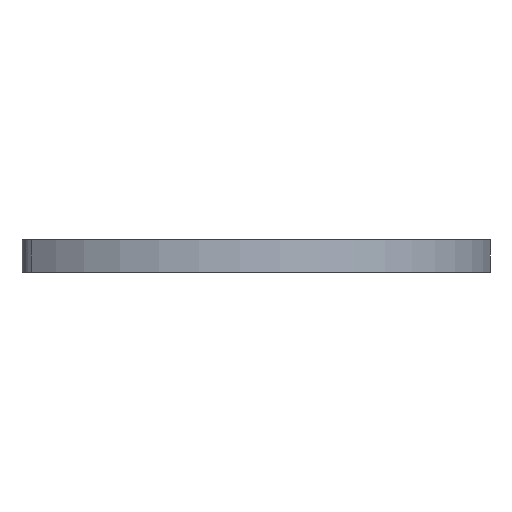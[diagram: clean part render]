
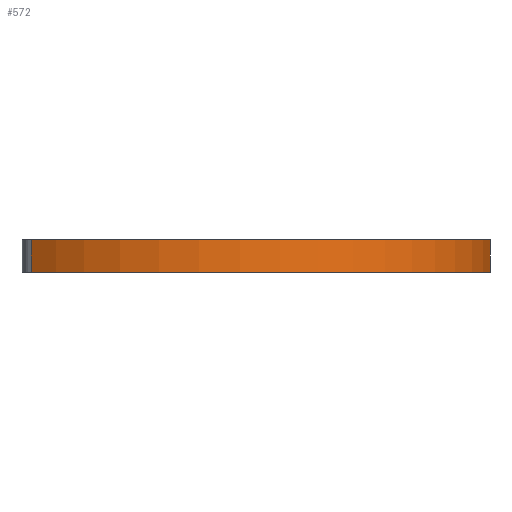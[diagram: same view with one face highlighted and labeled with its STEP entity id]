
A CAD part, left-side view. The second image highlights one B-rep face of the part: STEP entity #572.
In plain terms, the highlighted free-form (B-spline) face has degree [1, 2] with [2, 7] control points.
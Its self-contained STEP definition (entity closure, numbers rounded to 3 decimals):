
#49=CARTESIAN_POINT('',(-5.506,4.323,0.0));
#50=VERTEX_POINT('',#49);
#253=CARTESIAN_POINT('',(5.506,4.323,0.0));
#254=VERTEX_POINT('',#253);
#270=CARTESIAN_POINT('',(5.506,4.323,0.0));
#271=CARTESIAN_POINT('',(9.497,-0.76,0.0));
#272=CARTESIAN_POINT('',(4.748,-5.143,0.0));
#273=CARTESIAN_POINT('',(0.,-9.527,0.0));
#274=CARTESIAN_POINT('',(-4.748,-5.143,0.0));
#275=CARTESIAN_POINT('',(-9.497,-0.76,0.0));
#276=CARTESIAN_POINT('',(-5.506,4.323,0.0));
#284=(BOUNDED_CURVE()B_SPLINE_CURVE(2,(#270,#271,#272,#273,#274,#275,#276),.UNSPECIFIED.,.F.,.U.)B_SPLINE_CURVE_WITH_KNOTS((3,2,2,3),(0.0,0.333,0.667,1.0),.UNSPECIFIED.)CURVE()GEOMETRIC_REPRESENTATION_ITEM()RATIONAL_B_SPLINE_CURVE((1.0,0.735,1.0,0.735,1.0,0.735,1.0))REPRESENTATION_ITEM(''));
#285=EDGE_CURVE('',#254,#50,#284,.T.);
#295=CARTESIAN_POINT('',(-5.506,4.323,0.8));
#296=VERTEX_POINT('',#295);
#314=CARTESIAN_POINT('',(5.506,4.323,0.8));
#315=VERTEX_POINT('',#314);
#316=CARTESIAN_POINT('',(5.506,4.323,0.8));
#317=CARTESIAN_POINT('',(9.497,-0.76,0.8));
#318=CARTESIAN_POINT('',(4.748,-5.143,0.8));
#319=CARTESIAN_POINT('',(0.,-9.527,0.8));
#320=CARTESIAN_POINT('',(-4.748,-5.143,0.8));
#321=CARTESIAN_POINT('',(-9.497,-0.76,0.8));
#322=CARTESIAN_POINT('',(-5.506,4.323,0.8));
#330=(BOUNDED_CURVE()B_SPLINE_CURVE(2,(#316,#317,#318,#319,#320,#321,#322),.UNSPECIFIED.,.F.,.U.)B_SPLINE_CURVE_WITH_KNOTS((3,2,2,3),(0.0,0.333,0.667,1.0),.UNSPECIFIED.)CURVE()GEOMETRIC_REPRESENTATION_ITEM()RATIONAL_B_SPLINE_CURVE((1.0,0.735,1.0,0.735,1.0,0.735,1.0))REPRESENTATION_ITEM(''));
#331=EDGE_CURVE('',#315,#296,#330,.T.);
#536=CARTESIAN_POINT('',(-5.39,4.466,0.82));
#537=CARTESIAN_POINT('',(-5.39,4.466,-0.02));
#538=CARTESIAN_POINT('',(-9.628,-0.65,0.82));
#539=CARTESIAN_POINT('',(-9.628,-0.65,-0.02));
#540=CARTESIAN_POINT('',(-4.742,-5.149,0.82));
#541=CARTESIAN_POINT('',(-4.742,-5.149,-0.02));
#542=CARTESIAN_POINT('',(0.145,-9.649,0.82));
#543=CARTESIAN_POINT('',(0.145,-9.649,-0.02));
#544=CARTESIAN_POINT('',(4.894,-5.005,0.82));
#545=CARTESIAN_POINT('',(4.894,-5.005,-0.02));
#546=CARTESIAN_POINT('',(9.643,-0.36,0.82));
#547=CARTESIAN_POINT('',(9.643,-0.36,-0.02));
#548=CARTESIAN_POINT('',(5.254,4.626,0.82));
#549=CARTESIAN_POINT('',(5.254,4.626,-0.02));
#557=(BOUNDED_SURFACE()B_SPLINE_SURFACE(1,2,((#536,#538,#540,#542,#544,#546,#548),(#537,#539,#541,#543,#545,#547,#549)),.UNSPECIFIED.,.F.,.F.,.U.)B_SPLINE_SURFACE_WITH_KNOTS((2,2),(3,2,2,3),(0.0,1.0),(0.0,11.171,22.342,33.513),.UNSPECIFIED.)GEOMETRIC_REPRESENTATION_ITEM()RATIONAL_B_SPLINE_SURFACE(((1.0,0.725,1.0,0.725,1.0,0.725,1.0),(1.0,0.725,1.0,0.725,1.0,0.725,1.0)))REPRESENTATION_ITEM('')SURFACE());
#558=ORIENTED_EDGE('',*,*,#285,.F.);
#559=CARTESIAN_POINT('',(5.506,4.323,0.8));
#560=CARTESIAN_POINT('',(5.506,4.323,0.0));
#561=QUASI_UNIFORM_CURVE('',1,(#559,#560),.UNSPECIFIED.,.F.,.U.);
#562=EDGE_CURVE('',#315,#254,#561,.T.);
#563=ORIENTED_EDGE('',*,*,#562,.F.);
#564=ORIENTED_EDGE('',*,*,#331,.T.);
#565=CARTESIAN_POINT('',(-5.506,4.323,0.8));
#566=CARTESIAN_POINT('',(-5.506,4.323,0.0));
#567=QUASI_UNIFORM_CURVE('',1,(#565,#566),.UNSPECIFIED.,.F.,.U.);
#568=EDGE_CURVE('',#296,#50,#567,.T.);
#569=ORIENTED_EDGE('',*,*,#568,.T.);
#570=EDGE_LOOP('',(#558,#563,#564,#569));
#571=FACE_OUTER_BOUND('',#570,.T.);
#572=ADVANCED_FACE('',(#571),#557,.T.);
